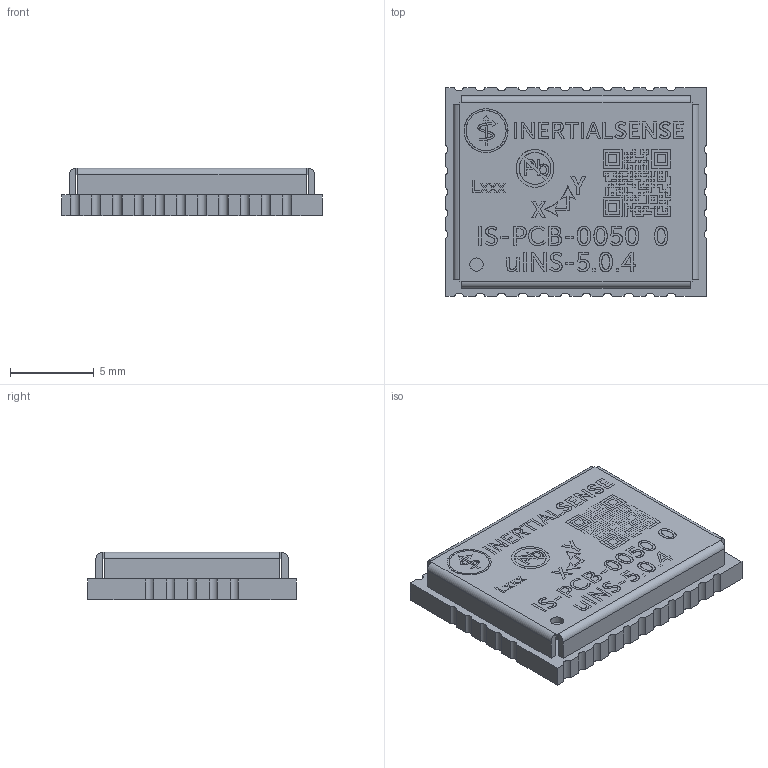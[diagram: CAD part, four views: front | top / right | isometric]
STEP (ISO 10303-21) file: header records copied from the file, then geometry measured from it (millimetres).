
FILE_DESCRIPTION(('Open CASCADE Model'),'2;1');
FILE_NAME('Open CASCADE Shape Model','2022-07-21T20:24:05',('Author'),( 'Open CASCADE'),'Open CASCADE STEP processor 6.8','Open CASCADE 6.8' ,'Unknown');
FILE_SCHEMA(('AUTOMOTIVE_DESIGN { 1 0 10303 214 1 1 1 1 }'));
Length unit declared in the file: millimetre
Products named in the file (7): PCB; Board; Open CASCADE STEP translator 6.8 5.1.1; SHLD1; Can_v4_with_label; Component1; Open CASCADE STEP translator 6.8 5.2.1.2
Assembly tree (6 placements, depth 4):
  PCB
    Board
      Open CASCADE STEP translator 6.8 5.1.1
    SHLD1
      Can_v4_with_label
        Component1
        Open CASCADE STEP translator 6.8 5.2.1.2
Bounding box: 15.6 x 12.5 x 2.86 mm (x, y, z)
Volume: 330.5 mm3; surface area: 1010.9 mm2
Topology: 94 solids, 94 shells, 2079 faces, 5243 edges, 3372 vertices
Faces by surface type: plane 1840, bspline 202, cylinder 37
Full cylindrical faces by diameter (mm): 0.8 x1
Entity records: 65301 total; most frequent: CARTESIAN_POINT 15935, ORIENTED_EDGE 10486, DIRECTION 8697, EDGE_CURVE 5243, LINE 4765, VECTOR 4765, VERTEX_POINT 3372, FACE_BOUND 2245
